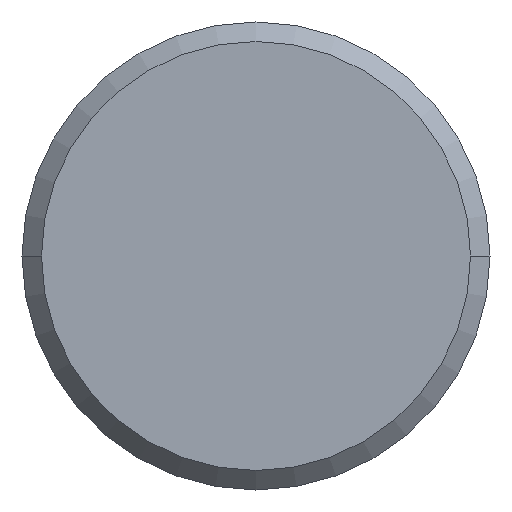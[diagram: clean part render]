
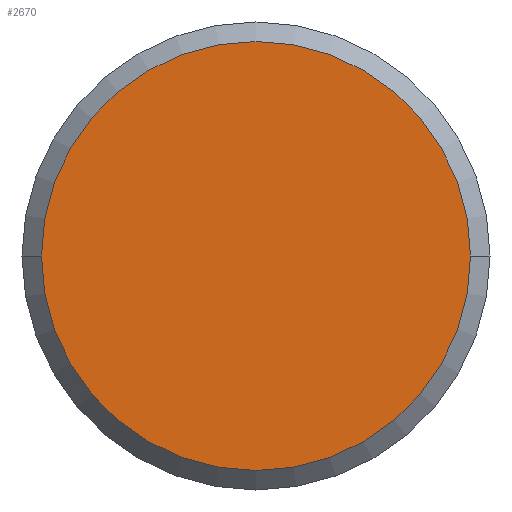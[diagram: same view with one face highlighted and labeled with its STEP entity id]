
A CAD part, front view. The second image highlights one B-rep face of the part: STEP entity #2670.
In plain terms, the highlighted planar face has unit normal (0, -1, 0).
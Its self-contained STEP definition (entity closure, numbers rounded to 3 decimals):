
#934=CARTESIAN_POINT('',(0.,-35.,0.));
#935=DIRECTION('',(0.,1.,0.));
#936=DIRECTION('',(-1.,0.,0.));
#937=AXIS2_PLACEMENT_3D('',#934,#935,#936);
#939=CARTESIAN_POINT('',(0.,-35.,0.));
#940=DIRECTION('',(0.,-1.,0.));
#941=DIRECTION('',(-1.,0.,0.));
#942=AXIS2_PLACEMENT_3D('',#939,#940,#941);
#952=CARTESIAN_POINT('',(-8.25,-35.,0.));
#953=VERTEX_POINT('',#952);
#954=CARTESIAN_POINT('',(8.25,-35.,0.));
#955=VERTEX_POINT('',#954);
#2661=CARTESIAN_POINT('',(0.,-35.,0.));
#2662=DIRECTION('',(0.,-1.,0.));
#2663=DIRECTION('',(1.,0.,0.));
#2664=AXIS2_PLACEMENT_3D('',#2661,#2662,#2663);
#2665=PLANE('',#2664);
#2666=ORIENTED_EDGE('',*,*,#2629,.T.);
#2667=ORIENTED_EDGE('',*,*,#2647,.F.);
#2668=EDGE_LOOP('',(#2666,#2667));
#2669=FACE_OUTER_BOUND('',#2668,.F.);
#2670=ADVANCED_FACE('',(#2669),#2665,.T.);
#938=CIRCLE('',#937,8.25);
#943=CIRCLE('',#942,8.25);
#2629=EDGE_CURVE('',#953,#955,#938,.T.);
#2647=EDGE_CURVE('',#953,#955,#943,.T.);
